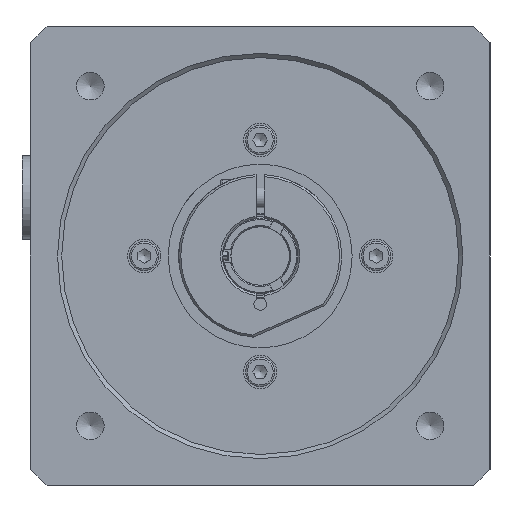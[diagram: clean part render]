
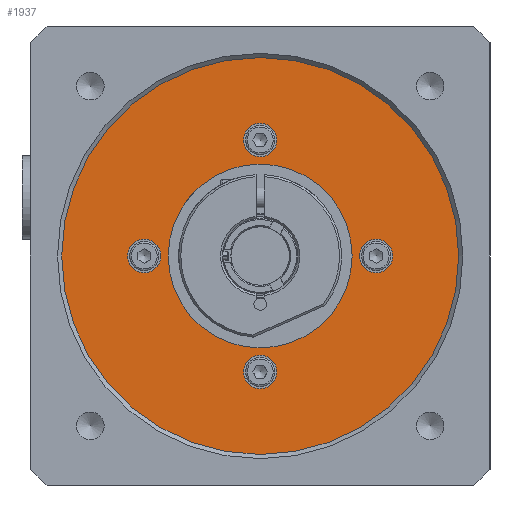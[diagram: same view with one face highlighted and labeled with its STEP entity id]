
A CAD part, left-side view. The second image highlights one B-rep face of the part: STEP entity #1937.
In plain terms, the highlighted planar face has unit normal (-1, 0, 0).
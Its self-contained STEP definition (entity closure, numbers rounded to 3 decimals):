
#1443=CARTESIAN_POINT('',(-48.45,0.,47.5));
#1444=VERTEX_POINT('',#1443);
#1445=CARTESIAN_POINT('',(-48.45,0.,0.));
#1446=DIRECTION('',(-1.0,0.0,0.0));
#1447=DIRECTION('',(0.0,0.0,-1.0));
#1448=AXIS2_PLACEMENT_3D('',#1445,#1446,#1447);
#1449=CIRCLE('',#1448,47.5);
#1450=EDGE_CURVE('',#1444,#1444,#1449,.T.);
#1763=CARTESIAN_POINT('',(-48.45,4.,-27.75));
#1764=VERTEX_POINT('',#1763);
#1765=CARTESIAN_POINT('',(-48.45,0.,-27.75));
#1766=DIRECTION('',(1.0,0.0,0.0));
#1767=DIRECTION('',(0.0,1.0,0.0));
#1768=AXIS2_PLACEMENT_3D('',#1765,#1766,#1767);
#1769=CIRCLE('',#1768,4.0);
#1770=EDGE_CURVE('',#1764,#1764,#1769,.T.);
#1791=CARTESIAN_POINT('',(-48.45,-27.75,-4.));
#1792=VERTEX_POINT('',#1791);
#1793=CARTESIAN_POINT('',(-48.45,-27.75,0.));
#1794=DIRECTION('',(1.0,0.0,0.0));
#1795=DIRECTION('',(0.0,0.0,-1.0));
#1796=AXIS2_PLACEMENT_3D('',#1793,#1794,#1795);
#1797=CIRCLE('',#1796,4.0);
#1798=EDGE_CURVE('',#1792,#1792,#1797,.T.);
#1811=CARTESIAN_POINT('',(-48.45,-4.,27.75));
#1812=VERTEX_POINT('',#1811);
#1813=CARTESIAN_POINT('',(-48.45,0.,27.75));
#1814=DIRECTION('',(1.0,0.0,0.0));
#1815=DIRECTION('',(0.0,-1.0,0.0));
#1816=AXIS2_PLACEMENT_3D('',#1813,#1814,#1815);
#1817=CIRCLE('',#1816,4.0);
#1818=EDGE_CURVE('',#1812,#1812,#1817,.T.);
#1839=CARTESIAN_POINT('',(-48.45,27.75,4.));
#1840=VERTEX_POINT('',#1839);
#1841=CARTESIAN_POINT('',(-48.45,27.75,0.));
#1842=DIRECTION('',(1.0,0.0,0.0));
#1843=DIRECTION('',(0.0,0.0,1.0));
#1844=AXIS2_PLACEMENT_3D('',#1841,#1842,#1843);
#1845=CIRCLE('',#1844,4.0);
#1846=EDGE_CURVE('',#1840,#1840,#1845,.T.);
#1902=CARTESIAN_POINT('',(-48.45,0.,22.));
#1903=VERTEX_POINT('',#1902);
#1904=CARTESIAN_POINT('',(-48.45,0.,0.));
#1905=DIRECTION('',(1.0,0.0,0.0));
#1906=DIRECTION('',(0.0,0.0,-1.0));
#1907=AXIS2_PLACEMENT_3D('',#1904,#1905,#1906);
#1908=CIRCLE('',#1907,22.0);
#1909=EDGE_CURVE('',#1903,#1903,#1908,.T.);
#1914=CARTESIAN_POINT('',(-48.45,0.,0.));
#1915=DIRECTION('',(1.0,0.0,0.0));
#1916=DIRECTION('',(0.0,0.0,-1.0));
#1917=AXIS2_PLACEMENT_3D('',#1914,#1915,#1916);
#1918=PLANE('',#1917);
#1919=ORIENTED_EDGE('',*,*,#1450,.T.);
#1920=EDGE_LOOP('',(#1919));
#1921=FACE_OUTER_BOUND('',#1920,.T.);
#1922=ORIENTED_EDGE('',*,*,#1770,.T.);
#1923=EDGE_LOOP('',(#1922));
#1924=FACE_BOUND('',#1923,.T.);
#1925=ORIENTED_EDGE('',*,*,#1798,.T.);
#1926=EDGE_LOOP('',(#1925));
#1927=FACE_BOUND('',#1926,.T.);
#1928=ORIENTED_EDGE('',*,*,#1818,.T.);
#1929=EDGE_LOOP('',(#1928));
#1930=FACE_BOUND('',#1929,.T.);
#1931=ORIENTED_EDGE('',*,*,#1846,.T.);
#1932=EDGE_LOOP('',(#1931));
#1933=FACE_BOUND('',#1932,.T.);
#1934=ORIENTED_EDGE('',*,*,#1909,.T.);
#1935=EDGE_LOOP('',(#1934));
#1936=FACE_BOUND('',#1935,.T.);
#1937=ADVANCED_FACE('',(#1921,#1924,#1927,#1930,#1933,#1936),#1918,.F.);
